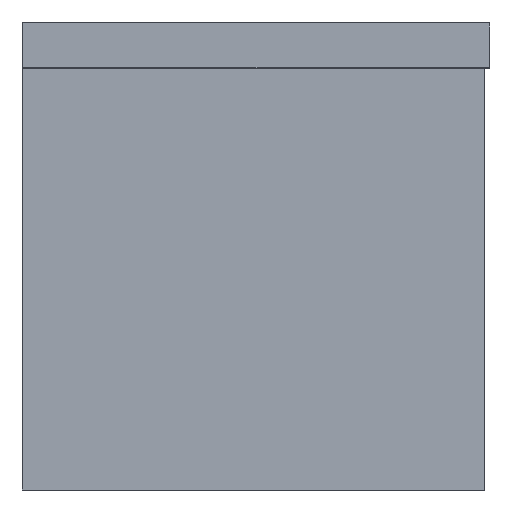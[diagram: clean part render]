
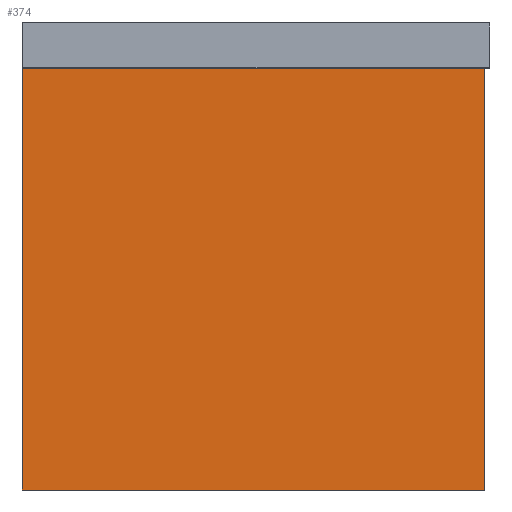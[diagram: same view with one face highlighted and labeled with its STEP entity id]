
A CAD part, left-side view. The second image highlights one B-rep face of the part: STEP entity #374.
In plain terms, the highlighted face is planar.
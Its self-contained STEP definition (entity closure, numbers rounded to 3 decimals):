
#374=ADVANCED_FACE('',(#557),#3080,.T.);
#557=FACE_OUTER_BOUND('',#740,.T.);
#740=EDGE_LOOP('',(#1522,#1523,#1524,#1525));
#1522=ORIENTED_EDGE('',*,*,#2127,.F.);
#1523=ORIENTED_EDGE('',*,*,#2128,.F.);
#1524=ORIENTED_EDGE('',*,*,#2129,.F.);
#1525=ORIENTED_EDGE('',*,*,#2126,.F.);
#2126=EDGE_CURVE('',#2970,#2971,#2624,.T.);
#2127=EDGE_CURVE('',#2972,#2970,#2625,.T.);
#2128=EDGE_CURVE('',#2973,#2972,#2626,.T.);
#2129=EDGE_CURVE('',#2971,#2973,#2627,.T.);
#2624=B_SPLINE_CURVE_WITH_KNOTS('',1,(#5261,#5262),.UNSPECIFIED.,.F.,.F.,
(2,2),(-450.,0.),.UNSPECIFIED.);
#2625=B_SPLINE_CURVE_WITH_KNOTS('',1,(#5263,#5264),.UNSPECIFIED.,.F.,.F.,
(2,2),(-494.,0.),.UNSPECIFIED.);
#2626=B_SPLINE_CURVE_WITH_KNOTS('',1,(#5265,#5266),.UNSPECIFIED.,.F.,.F.,
(2,2),(-450.,0.),.UNSPECIFIED.);
#2627=B_SPLINE_CURVE_WITH_KNOTS('',1,(#5267,#5268),.UNSPECIFIED.,.F.,.F.,
(2,2),(-494.,0.),.UNSPECIFIED.);
#2970=VERTEX_POINT('',#5253);
#2971=VERTEX_POINT('',#5254);
#2972=VERTEX_POINT('',#5255);
#2973=VERTEX_POINT('',#5256);
#3080=PLANE('',#3558);
#3558=AXIS2_PLACEMENT_3D('',#5247,#3772,$);
#3772=DIRECTION('',(1.,0.,0.));
#5247=CARTESIAN_POINT('',(8.,270.,-49.4));
#5253=CARTESIAN_POINT('',(8.,225.,0.));
#5254=CARTESIAN_POINT('',(8.,-225.,0.));
#5255=CARTESIAN_POINT('',(8.,225.,494.));
#5256=CARTESIAN_POINT('',(8.,-225.,494.));
#5261=CARTESIAN_POINT('',(8.,225.,0.));
#5262=CARTESIAN_POINT('',(8.,-225.,0.));
#5263=CARTESIAN_POINT('',(8.,225.,494.));
#5264=CARTESIAN_POINT('',(8.,225.,0.));
#5265=CARTESIAN_POINT('',(8.,-225.,494.));
#5266=CARTESIAN_POINT('',(8.,225.,494.));
#5267=CARTESIAN_POINT('',(8.,-225.,0.));
#5268=CARTESIAN_POINT('',(8.,-225.,494.));
